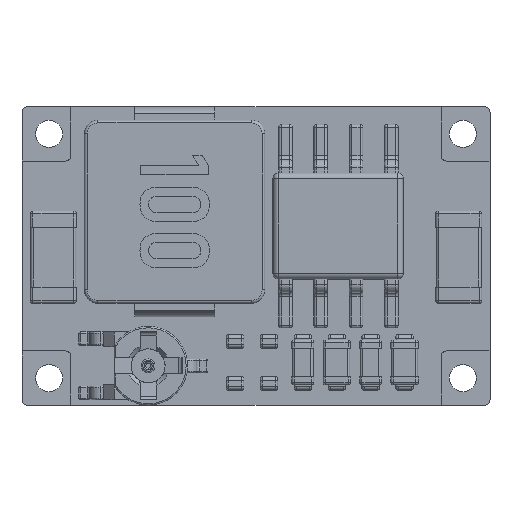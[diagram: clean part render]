
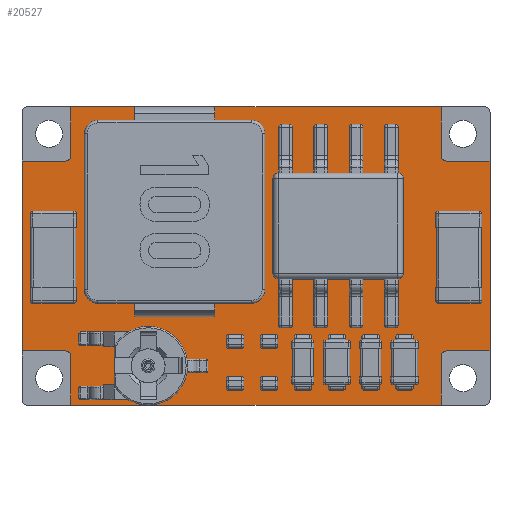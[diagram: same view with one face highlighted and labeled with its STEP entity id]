
A CAD part, top view. The second image highlights one B-rep face of the part: STEP entity #20527.
In plain terms, the highlighted planar face has unit normal (0, 0, 1).
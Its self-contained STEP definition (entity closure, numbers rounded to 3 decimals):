
#1291=PLANE('',#21830);
#2132=FACE_OUTER_BOUND('',#3460,.T.);
#3460=EDGE_LOOP('',(#16012,#16013,#16014,#16015,#16016,#16017,#16018,#16019,
#16020,#16021,#16022,#16023,#16024,#16025,#16026,#16027));
#5018=LINE('',#34127,#6901);
#5026=LINE('',#34152,#6909);
#5034=LINE('',#34177,#6917);
#5042=LINE('',#34202,#6925);
#5054=LINE('',#34230,#6937);
#5064=LINE('',#34252,#6947);
#5090=LINE('',#34323,#6973);
#5091=LINE('',#34326,#6974);
#5092=LINE('',#34327,#6975);
#5093=LINE('',#34328,#6976);
#5094=LINE('',#34330,#6977);
#5095=LINE('',#34331,#6978);
#6901=VECTOR('',#24445,10.);
#6909=VECTOR('',#24467,10.);
#6917=VECTOR('',#24489,10.);
#6925=VECTOR('',#24511,10.);
#6937=VECTOR('',#24535,10.);
#6947=VECTOR('',#24555,10.);
#6973=VECTOR('',#24637,10.);
#6974=VECTOR('',#24640,10.);
#6975=VECTOR('',#24641,10.);
#6976=VECTOR('',#24642,10.);
#6977=VECTOR('',#24643,10.);
#6978=VECTOR('',#24644,10.);
#8125=CIRCLE('',#21768,0.2);
#8129=CIRCLE('',#21775,0.2);
#8133=CIRCLE('',#21782,0.2);
#8137=CIRCLE('',#21789,0.2);
#9516=VERTEX_POINT('',#34117);
#9517=VERTEX_POINT('',#34119);
#9519=VERTEX_POINT('',#34125);
#9526=VERTEX_POINT('',#34142);
#9527=VERTEX_POINT('',#34144);
#9529=VERTEX_POINT('',#34150);
#9536=VERTEX_POINT('',#34167);
#9537=VERTEX_POINT('',#34169);
#9539=VERTEX_POINT('',#34175);
#9546=VERTEX_POINT('',#34192);
#9547=VERTEX_POINT('',#34194);
#9549=VERTEX_POINT('',#34200);
#9559=VERTEX_POINT('',#34228);
#9566=VERTEX_POINT('',#34250);
#9584=VERTEX_POINT('',#34325);
#9585=VERTEX_POINT('',#34329);
#11742=EDGE_CURVE('',#9516,#9517,#8125,.F.);
#11746=EDGE_CURVE('',#9516,#9519,#5018,.T.);
#11754=EDGE_CURVE('',#9526,#9527,#8129,.F.);
#11758=EDGE_CURVE('',#9526,#9529,#5026,.T.);
#11766=EDGE_CURVE('',#9536,#9537,#8133,.F.);
#11770=EDGE_CURVE('',#9536,#9539,#5034,.T.);
#11778=EDGE_CURVE('',#9546,#9547,#8137,.F.);
#11782=EDGE_CURVE('',#9546,#9549,#5042,.T.);
#11797=EDGE_CURVE('',#9549,#9559,#5054,.T.);
#11809=EDGE_CURVE('',#9529,#9566,#5064,.T.);
#11844=EDGE_CURVE('',#9566,#9517,#5090,.T.);
#11845=EDGE_CURVE('',#9519,#9584,#5091,.T.);
#11846=EDGE_CURVE('',#9584,#9547,#5092,.T.);
#11847=EDGE_CURVE('',#9559,#9537,#5093,.T.);
#11848=EDGE_CURVE('',#9539,#9585,#5094,.T.);
#11849=EDGE_CURVE('',#9585,#9527,#5095,.T.);
#16012=ORIENTED_EDGE('',*,*,#11844,.T.);
#16013=ORIENTED_EDGE('',*,*,#11742,.F.);
#16014=ORIENTED_EDGE('',*,*,#11746,.T.);
#16015=ORIENTED_EDGE('',*,*,#11845,.T.);
#16016=ORIENTED_EDGE('',*,*,#11846,.T.);
#16017=ORIENTED_EDGE('',*,*,#11778,.F.);
#16018=ORIENTED_EDGE('',*,*,#11782,.T.);
#16019=ORIENTED_EDGE('',*,*,#11797,.T.);
#16020=ORIENTED_EDGE('',*,*,#11847,.T.);
#16021=ORIENTED_EDGE('',*,*,#11766,.F.);
#16022=ORIENTED_EDGE('',*,*,#11770,.T.);
#16023=ORIENTED_EDGE('',*,*,#11848,.T.);
#16024=ORIENTED_EDGE('',*,*,#11849,.T.);
#16025=ORIENTED_EDGE('',*,*,#11754,.F.);
#16026=ORIENTED_EDGE('',*,*,#11758,.T.);
#16027=ORIENTED_EDGE('',*,*,#11809,.T.);
#20527=ADVANCED_FACE('',(#2132),#1291,.T.);
#21768=AXIS2_PLACEMENT_3D('',#34120,#24438,#24439);
#21775=AXIS2_PLACEMENT_3D('',#34145,#24460,#24461);
#21782=AXIS2_PLACEMENT_3D('',#34170,#24482,#24483);
#21789=AXIS2_PLACEMENT_3D('',#34195,#24504,#24505);
#21830=AXIS2_PLACEMENT_3D('',#34324,#24638,#24639);
#24438=DIRECTION('center_axis',(0.,0.,-1.));
#24439=DIRECTION('ref_axis',(-0.707,-0.707,0.));
#24445=DIRECTION('',(0.,1.,0.));
#24460=DIRECTION('center_axis',(0.,0.,-1.));
#24461=DIRECTION('ref_axis',(-0.707,0.707,0.));
#24467=DIRECTION('',(1.,0.,0.));
#24482=DIRECTION('center_axis',(0.,0.,-1.));
#24483=DIRECTION('ref_axis',(0.707,0.707,0.));
#24489=DIRECTION('',(0.,-1.,0.));
#24504=DIRECTION('center_axis',(0.,0.,-1.));
#24505=DIRECTION('ref_axis',(0.707,-0.707,0.));
#24511=DIRECTION('',(-1.,0.,0.));
#24535=DIRECTION('',(0.,-1.,0.));
#24555=DIRECTION('',(0.,1.,0.));
#24637=DIRECTION('',(-1.,0.,0.));
#24638=DIRECTION('center_axis',(0.,0.,1.));
#24639=DIRECTION('ref_axis',(1.,0.,0.));
#24640=DIRECTION('',(-1.,0.,0.));
#24641=DIRECTION('',(0.,-1.,0.));
#24642=DIRECTION('',(1.,0.,0.));
#24643=DIRECTION('',(1.,0.,0.));
#24644=DIRECTION('',(0.,1.,0.));
#34117=CARTESIAN_POINT('',(6.825,3.7,0.6));
#34119=CARTESIAN_POINT('',(7.025,3.5,0.6));
#34120=CARTESIAN_POINT('Origin',(7.025,3.7,0.6));
#34125=CARTESIAN_POINT('',(6.825,5.5,0.6));
#34127=CARTESIAN_POINT('',(6.825,2.75,0.6));
#34142=CARTESIAN_POINT('',(7.025,-3.5,0.6));
#34144=CARTESIAN_POINT('',(6.825,-3.7,0.6));
#34145=CARTESIAN_POINT('Origin',(7.025,-3.7,0.6));
#34150=CARTESIAN_POINT('',(8.625,-3.5,0.6));
#34152=CARTESIAN_POINT('',(4.313,-3.5,0.6));
#34167=CARTESIAN_POINT('',(-6.825,-3.7,0.6));
#34169=CARTESIAN_POINT('',(-7.025,-3.5,0.6));
#34170=CARTESIAN_POINT('Origin',(-7.025,-3.7,0.6));
#34175=CARTESIAN_POINT('',(-6.825,-5.5,0.6));
#34177=CARTESIAN_POINT('',(-6.825,-2.75,0.6));
#34192=CARTESIAN_POINT('',(-7.025,3.5,0.6));
#34194=CARTESIAN_POINT('',(-6.825,3.7,0.6));
#34195=CARTESIAN_POINT('Origin',(-7.025,3.7,0.6));
#34200=CARTESIAN_POINT('',(-8.625,3.5,0.6));
#34202=CARTESIAN_POINT('',(-4.313,3.5,0.6));
#34228=CARTESIAN_POINT('',(-8.625,-3.5,0.6));
#34230=CARTESIAN_POINT('',(-8.625,5.5,0.6));
#34250=CARTESIAN_POINT('',(8.625,3.5,0.6));
#34252=CARTESIAN_POINT('',(8.625,-5.5,0.6));
#34323=CARTESIAN_POINT('',(3.413,3.5,0.6));
#34324=CARTESIAN_POINT('Origin',(0.,0.,0.6));
#34325=CARTESIAN_POINT('',(-6.825,5.5,0.6));
#34326=CARTESIAN_POINT('',(8.625,5.5,0.6));
#34327=CARTESIAN_POINT('',(-6.825,1.75,0.6));
#34328=CARTESIAN_POINT('',(-3.413,-3.5,0.6));
#34329=CARTESIAN_POINT('',(6.825,-5.5,0.6));
#34330=CARTESIAN_POINT('',(-8.625,-5.5,0.6));
#34331=CARTESIAN_POINT('',(6.825,-1.75,0.6));
